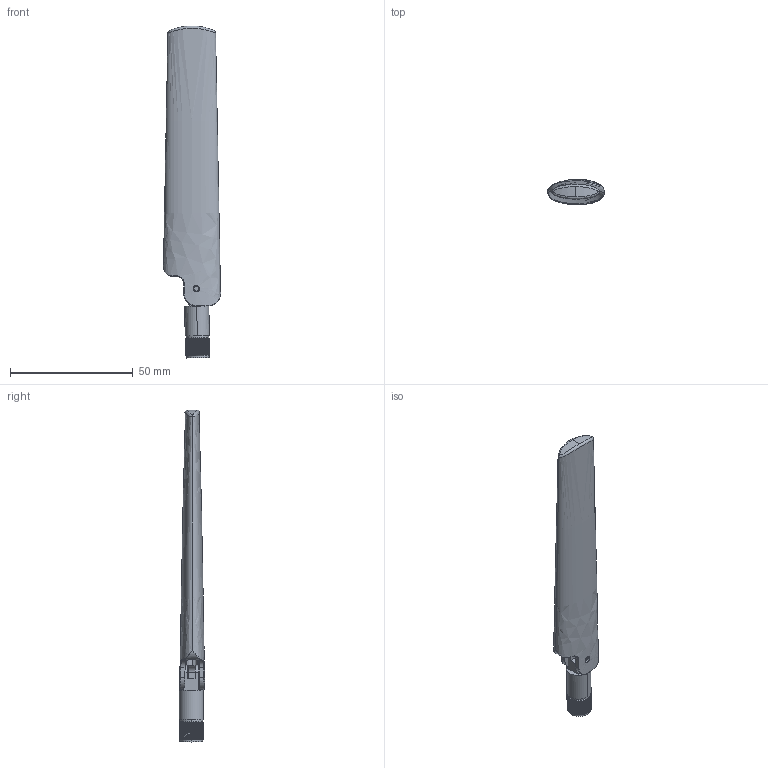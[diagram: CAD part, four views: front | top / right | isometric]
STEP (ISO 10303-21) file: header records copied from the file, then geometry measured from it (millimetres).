
FILE_DESCRIPTION (( 'STEP AP214' ), '1' );
FILE_NAME ('TG.64.8113_Web.STEP', '2025-10-13T02:17:19', ( '' ), ( '' ), 'SwSTEP 2.0', 'SolidWorks 2024', '' );
FILE_SCHEMA (( 'AUTOMOTIVE_DESIGN' ));
Length unit declared in the file: millimetre
Products named in the file (1): TG.64.8113_Web
Bounding box: 23.26 x 10.53 x 135.24 mm (x, y, z)
Surface area: 10882.3 mm2 (no closed solid volume)
Topology: 0 solids, 7 shells, 276 faces, 854 edges, 582 vertices
Faces by surface type: cylinder 220, plane 28, bspline 20, cone 6, torus 2
Entity records: 22445 total; most frequent: CARTESIAN_POINT 12474, ORIENTED_EDGE 1589, DIRECTION 1231, EDGE_CURVE 854, VERTEX_POINT 582, AXIS2_PLACEMENT_3D 473, B_SPLINE_CURVE_WITH_KNOTS 290, EDGE_LOOP 286
